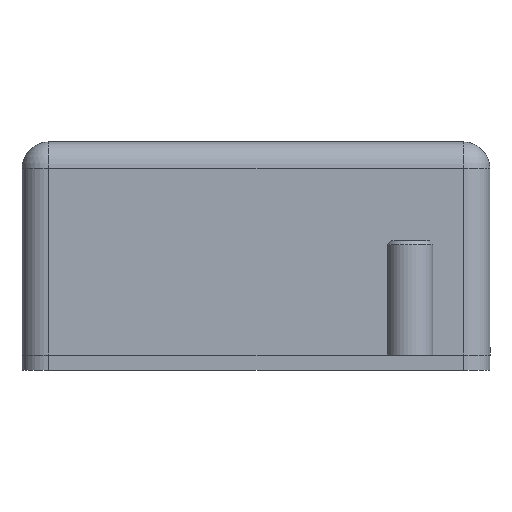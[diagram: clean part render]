
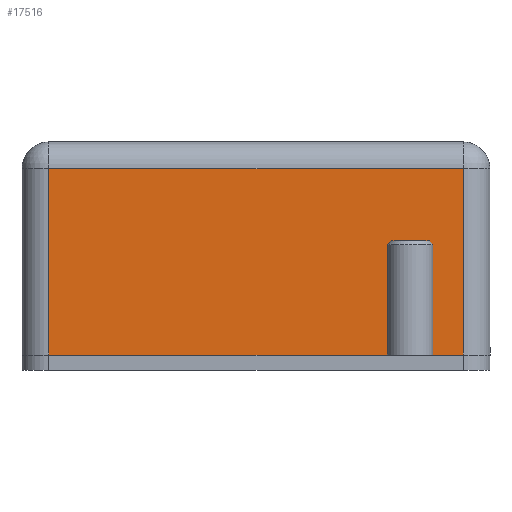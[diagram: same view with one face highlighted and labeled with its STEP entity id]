
A CAD part, left-side view. The second image highlights one B-rep face of the part: STEP entity #17516.
In plain terms, the highlighted planar face has unit normal (-1, 0, 0).
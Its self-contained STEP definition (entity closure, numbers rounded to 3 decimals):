
#892=PLANE('',#18544);
#1459=FACE_OUTER_BOUND('',#2446,.T.);
#2446=EDGE_LOOP('',(#11407,#11408,#11409,#11410));
#3609=LINE('',#24587,#5109);
#3610=LINE('',#24589,#5110);
#3611=LINE('',#24591,#5111);
#3612=LINE('',#24592,#5112);
#5109=VECTOR('',#20112,10.);
#5110=VECTOR('',#20113,10.);
#5111=VECTOR('',#20114,10.);
#5112=VECTOR('',#20115,10.);
#7159=VERTEX_POINT('',#24585);
#7160=VERTEX_POINT('',#24586);
#7161=VERTEX_POINT('',#24588);
#7162=VERTEX_POINT('',#24590);
#8855=EDGE_CURVE('',#7159,#7160,#3609,.T.);
#8856=EDGE_CURVE('',#7159,#7161,#3610,.T.);
#8857=EDGE_CURVE('',#7162,#7161,#3611,.T.);
#8858=EDGE_CURVE('',#7160,#7162,#3612,.T.);
#11407=ORIENTED_EDGE('',*,*,#8855,.F.);
#11408=ORIENTED_EDGE('',*,*,#8856,.T.);
#11409=ORIENTED_EDGE('',*,*,#8857,.F.);
#11410=ORIENTED_EDGE('',*,*,#8858,.F.);
#17516=ADVANCED_FACE('',(#1459),#892,.T.);
#18544=AXIS2_PLACEMENT_3D('',#24584,#20110,#20111);
#20110=DIRECTION('center_axis',(-1.,0.,0.));
#20111=DIRECTION('ref_axis',(0.,0.,
1.));
#20112=DIRECTION('',(0.,0.,1.));
#20113=DIRECTION('',(0.,-1.,0.));
#20114=DIRECTION('',(0.,0.,-1.));
#20115=DIRECTION('',(0.,-1.,0.));
#24584=CARTESIAN_POINT('Origin',(-30.,-30.75,0.));
#24585=CARTESIAN_POINT('',(-30.,27.25,0.));
#24586=CARTESIAN_POINT('',(-30.,27.25,24.5));
#24587=CARTESIAN_POINT('',(-30.,27.25,0.));
#24588=CARTESIAN_POINT('',(-30.,-27.25,0.));
#24589=CARTESIAN_POINT('',(-30.,30.75,0.));
#24590=CARTESIAN_POINT('',(-30.,-27.25,24.5));
#24591=CARTESIAN_POINT('',(-30.,-27.25,0.));
#24592=CARTESIAN_POINT('',(-30.,-15.375,24.5));
